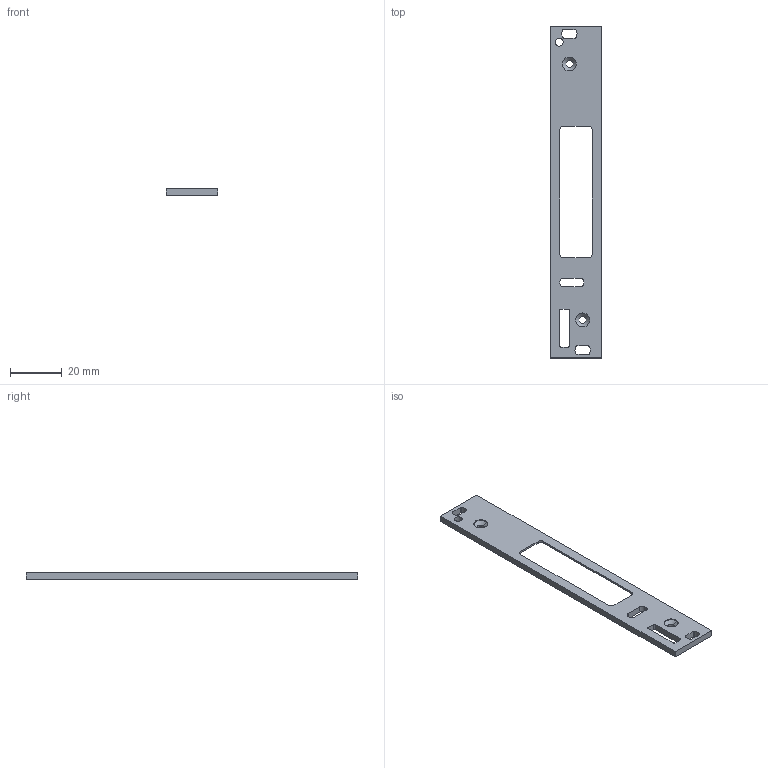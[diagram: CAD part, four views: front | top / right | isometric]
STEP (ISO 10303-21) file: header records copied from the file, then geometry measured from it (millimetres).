
FILE_DESCRIPTION(('Open CASCADE Model'),'2;1');
FILE_NAME('Open CASCADE Shape Model','2021-03-31T23:42:14',('Author'),( 'Open CASCADE'),'Open CASCADE STEP processor 7.2','Open CASCADE 7.2' ,'Unknown');
FILE_SCHEMA(('AUTOMOTIVE_DESIGN { 1 0 10303 214 1 1 1 1 }'));
Length unit declared in the file: millimetre
Products named in the file (1): Open CASCADE STEP translator 7.2 1
Bounding box: 19.98 x 128.4 x 2.5 mm (x, y, z)
Volume: 3498.1 mm3; surface area: 5016.9 mm2
Topology: 1 solids, 1 shells, 95 faces, 264 edges, 174 vertices
Faces by surface type: plane 47, cylinder 44, cone 4
Entity records: 6722 total; most frequent: CARTESIAN_POINT 1470, DIRECTION 1006, LINE 534, VECTOR 534, ORIENTED_EDGE 528, PCURVE 528, DEFINITIONAL_REPRESENTATION 528, EDGE_CURVE 264
